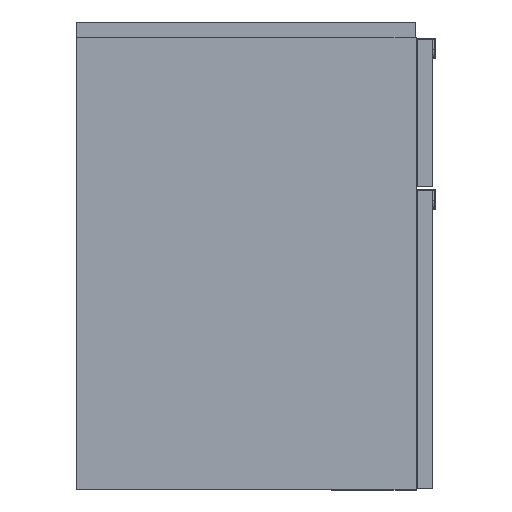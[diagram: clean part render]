
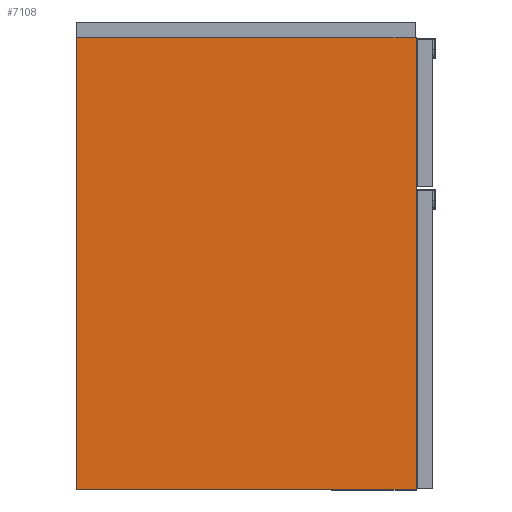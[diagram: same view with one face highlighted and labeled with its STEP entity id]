
A CAD part, left-side view. The second image highlights one B-rep face of the part: STEP entity #7108.
In plain terms, the highlighted planar face has unit normal (-1, 0, 0).
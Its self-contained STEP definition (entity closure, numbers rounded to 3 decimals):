
#6976=CARTESIAN_POINT('',(-1309.451,5090.469,0.));
#6977=VERTEX_POINT('',#6976);
#6984=CARTESIAN_POINT('',(-1309.451,5518.469,0.));
#6985=VERTEX_POINT('',#6984);
#6986=CARTESIAN_POINT('',(-1309.451,5090.469,0.));
#6987=DIRECTION('',(0.0,1.0,0.0));
#6988=VECTOR('',#6987,428.0);
#6989=LINE('',#6986,#6988);
#6990=EDGE_CURVE('',#6977,#6985,#6989,.T.);
#7014=CARTESIAN_POINT('',(-1309.451,5090.469,570.));
#7015=VERTEX_POINT('',#7014);
#7022=CARTESIAN_POINT('',(-1309.451,5090.469,570.));
#7023=DIRECTION('',(0.0,0.0,-1.0));
#7024=VECTOR('',#7023,570.);
#7025=LINE('',#7022,#7024);
#7026=EDGE_CURVE('',#7015,#6977,#7025,.T.);
#7045=CARTESIAN_POINT('',(-1309.451,5518.469,570.));
#7046=VERTEX_POINT('',#7045);
#7053=CARTESIAN_POINT('',(-1309.451,5518.469,570.));
#7054=DIRECTION('',(0.0,-1.0,0.0));
#7055=VECTOR('',#7054,428.0);
#7056=LINE('',#7053,#7055);
#7057=EDGE_CURVE('',#7046,#7015,#7056,.T.);
#7075=CARTESIAN_POINT('',(-1309.451,5518.469,0.));
#7076=DIRECTION('',(0.0,0.0,1.0));
#7077=VECTOR('',#7076,570.);
#7078=LINE('',#7075,#7077);
#7079=EDGE_CURVE('',#6985,#7046,#7078,.T.);
#7097=CARTESIAN_POINT('',(-1309.451,5304.469,285.0));
#7098=DIRECTION('',(1.0,0.0,0.0));
#7099=DIRECTION('',(0.0,-1.0,0.0));
#7100=AXIS2_PLACEMENT_3D('',#7097,#7098,#7099);
#7101=PLANE('',#7100);
#7102=ORIENTED_EDGE('',*,*,#7079,.F.);
#7103=ORIENTED_EDGE('',*,*,#6990,.F.);
#7104=ORIENTED_EDGE('',*,*,#7026,.F.);
#7105=ORIENTED_EDGE('',*,*,#7057,.F.);
#7106=EDGE_LOOP('',(#7102,#7103,#7104,#7105));
#7107=FACE_OUTER_BOUND('',#7106,.T.);
#7108=ADVANCED_FACE('',(#7107),#7101,.F.);
